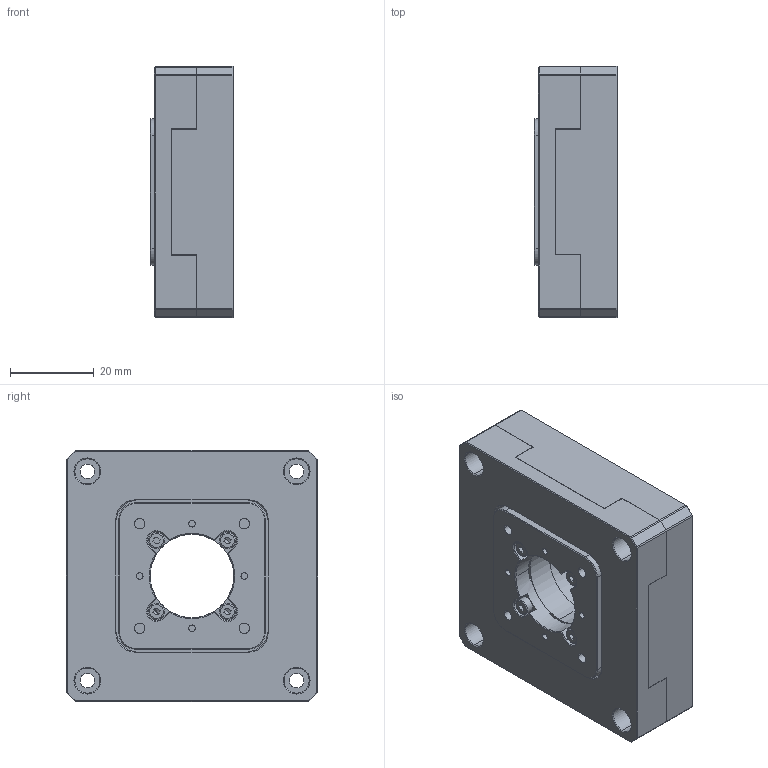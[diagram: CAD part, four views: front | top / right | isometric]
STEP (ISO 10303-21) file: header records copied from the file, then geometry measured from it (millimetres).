
FILE_DESCRIPTION (( 'STEP AP203' ), '1' );
FILE_NAME ('P16.XY100-B1×°Åä20mm .STEP', '2019-12-05T03:32:30', ( '' ), ( '' ), 'SwSTEP 2.0', 'SolidWorks 2016', '' );
FILE_SCHEMA (( 'CONFIG_CONTROL_DESIGN' ));
Length unit declared in the file: millimetre
Products named in the file (1): P16.XY100-B1蚾饜20mm 
Bounding box: 20 x 60 x 60 mm (x, y, z)
Surface area: 21285.2 mm2 (no closed solid volume)
Topology: 0 solids, 26 shells, 591 faces, 2586 edges, 1963 vertices
Faces by surface type: plane 381, cylinder 116, bspline 45, cone 41, torus 8
Entity records: 32655 total; most frequent: CARTESIAN_POINT 12897, ORIENTED_EDGE 3700, DIRECTION 3566, EDGE_CURVE 2580, VERTEX_POINT 1963, LINE 1762, VECTOR 1762, AXIS2_PLACEMENT_3D 902
